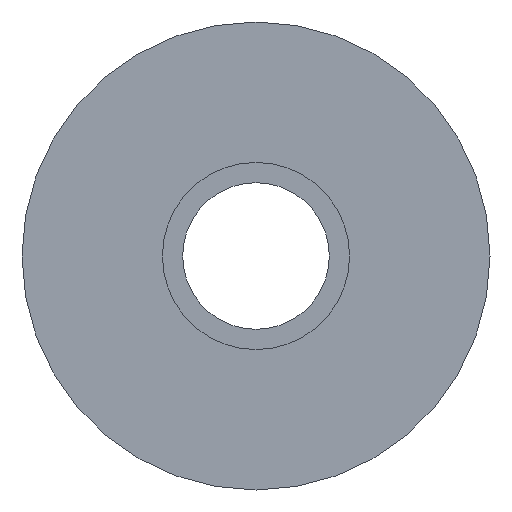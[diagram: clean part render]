
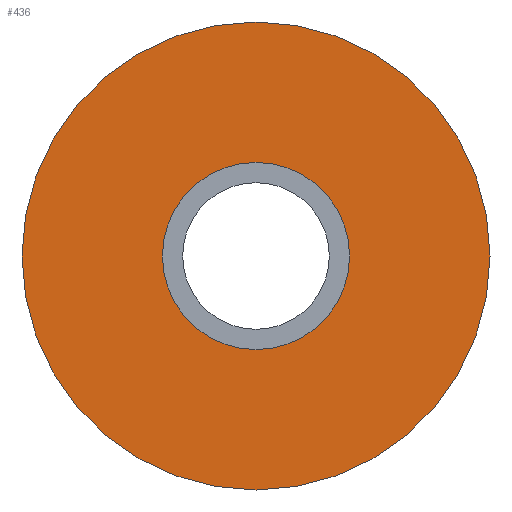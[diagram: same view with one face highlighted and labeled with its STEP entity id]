
A CAD part, front view. The second image highlights one B-rep face of the part: STEP entity #436.
In plain terms, the highlighted planar face has unit normal (0, -1, 0).
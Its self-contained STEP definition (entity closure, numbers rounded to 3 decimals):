
#21 = EDGE_LOOP ( 'NONE', ( #397, #578 ) ) ;
#31 = ORIENTED_EDGE ( 'NONE', *, *, #163, .T. ) ;
#46 = DIRECTION ( 'NONE',  ( 0., 1., 0. ) ) ;
#57 = EDGE_CURVE ( 'NONE', #109, #268, #524, .T. ) ;
#63 = DIRECTION ( 'NONE',  ( 0., 0., -1. ) ) ;
#106 = CARTESIAN_POINT ( 'NONE',  ( 0., 0., -15. ) ) ;
#109 = VERTEX_POINT ( 'NONE', #106 ) ;
#129 = CARTESIAN_POINT ( 'NONE',  ( 0., 0., 0. ) ) ;
#143 = DIRECTION ( 'NONE',  ( 0., 0., 1. ) ) ;
#159 = ORIENTED_EDGE ( 'NONE', *, *, #57, .T. ) ;
#163 = EDGE_CURVE ( 'NONE', #268, #109, #423, .T. ) ;
#201 = CARTESIAN_POINT ( 'NONE',  ( 0., 0., 0. ) ) ;
#206 = CARTESIAN_POINT ( 'NONE',  ( 0., 0., 0. ) ) ;
#210 = CARTESIAN_POINT ( 'NONE',  ( -15., 0., 0. ) ) ;
#217 = DIRECTION ( 'NONE',  ( 0., 0., -1. ) ) ;
#219 = EDGE_CURVE ( 'NONE', #402, #545, #416, .T. ) ;
#235 = AXIS2_PLACEMENT_3D ( 'NONE', #263, #532, #283 ) ;
#263 = CARTESIAN_POINT ( 'NONE',  ( 0., 0., 0. ) ) ;
#268 = VERTEX_POINT ( 'NONE', #446 ) ;
#277 = DIRECTION ( 'NONE',  ( 0., 0., -1. ) ) ;
#283 = DIRECTION ( 'NONE',  ( 0., 0., -1. ) ) ;
#324 = EDGE_LOOP ( 'NONE', ( #159, #31 ) ) ;
#344 = DIRECTION ( 'NONE',  ( 0., -1., 0. ) ) ;
#345 = AXIS2_PLACEMENT_3D ( 'NONE', #129, #344, #217 ) ;
#362 = DIRECTION ( 'NONE',  ( 0., -1., 0. ) ) ;
#366 = AXIS2_PLACEMENT_3D ( 'NONE', #210, #46, #143 ) ;
#397 = ORIENTED_EDGE ( 'NONE', *, *, #469, .F. ) ;
#402 = VERTEX_POINT ( 'NONE', #413 ) ;
#408 = DIRECTION ( 'NONE',  ( 0., -1., 0. ) ) ;
#413 = CARTESIAN_POINT ( 'NONE',  ( 0., 0., 6. ) ) ;
#416 = CIRCLE ( 'NONE', #345, 6. ) ;
#423 = CIRCLE ( 'NONE', #235, 15. ) ;
#436 = ADVANCED_FACE ( 'NONE', ( #548, #555 ), #438, .F. ) ;
#438 = PLANE ( 'NONE',  #366 ) ;
#446 = CARTESIAN_POINT ( 'NONE',  ( 0., 0., 15. ) ) ;
#461 = AXIS2_PLACEMENT_3D ( 'NONE', #206, #408, #277 ) ;
#469 = EDGE_CURVE ( 'NONE', #545, #402, #574, .T. ) ;
#514 = AXIS2_PLACEMENT_3D ( 'NONE', #201, #362, #63 ) ;
#524 = CIRCLE ( 'NONE', #514, 15. ) ;
#532 = DIRECTION ( 'NONE',  ( 0., -1., 0. ) ) ;
#545 = VERTEX_POINT ( 'NONE', #566 ) ;
#548 = FACE_BOUND ( 'NONE', #21, .T. ) ;
#555 = FACE_OUTER_BOUND ( 'NONE', #324, .T. ) ;
#566 = CARTESIAN_POINT ( 'NONE',  ( 0., 0., -6. ) ) ;
#574 = CIRCLE ( 'NONE', #461, 6. ) ;
#578 = ORIENTED_EDGE ( 'NONE', *, *, #219, .F. ) ;
